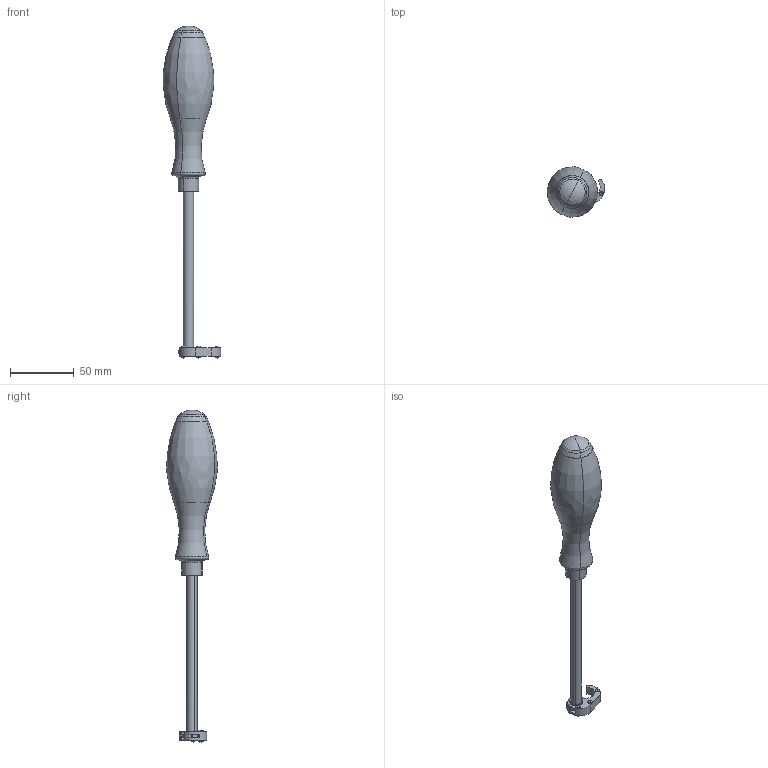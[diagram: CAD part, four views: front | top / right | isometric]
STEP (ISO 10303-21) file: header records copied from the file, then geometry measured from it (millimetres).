
FILE_DESCRIPTION(('CATIA V5 STEP Exchange','CAx-IF Rec.Pracs.--- Model Styling and Organization---1.5--- 2016-08-15','CAx-IF Rec.Pracs.---Supplemental Geometry---1.0---2011-11-01','CAx-IF Rec.Pracs.--- Composite Materials ---1.1---2010-07-15'),'2;1');
FILE_NAME ('025866-3_0', '2025-11-03T06:55:03+00:00', ('none'), ('Weidmueller'), 'CATIA Version 5-6 Release 2024 SP4', 'CATIA V5 STEP AP214 v3', 'none');
FILE_SCHEMA(('AUTOMOTIVE_DESIGN { 1 0 10303 214 1 1 1 1 }'));
Length unit declared in the file: millimetre
Products named in the file (1): 1900000000
Bounding box: 45.31 x 39.56 x 261.18 mm (x, y, z)
Volume: 97134.1 mm3; surface area: 18227.3 mm2
Topology: 2 solids, 5 shells, 153 faces, 432 edges, 275 vertices
Faces by surface type: cylinder 76, plane 49, sphere 14, torus 8, revolution 6
Entity records: 4735 total; most frequent: CARTESIAN_POINT 887, ORIENTED_EDGE 836, DIRECTION 642, EDGE_CURVE 418, AXIS2_PLACEMENT_3D 350, VERTEX_POINT 275, CIRCLE 236, VECTOR 174
